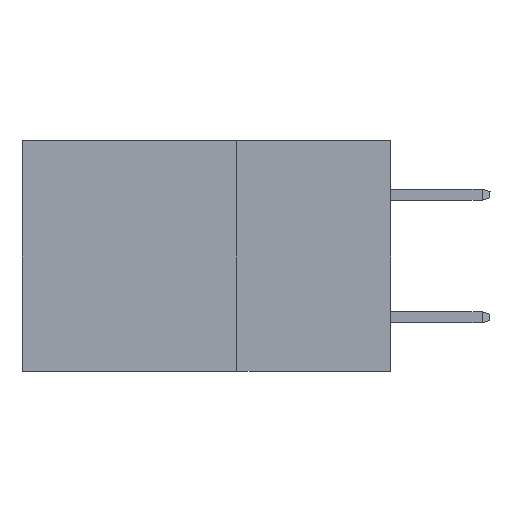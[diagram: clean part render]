
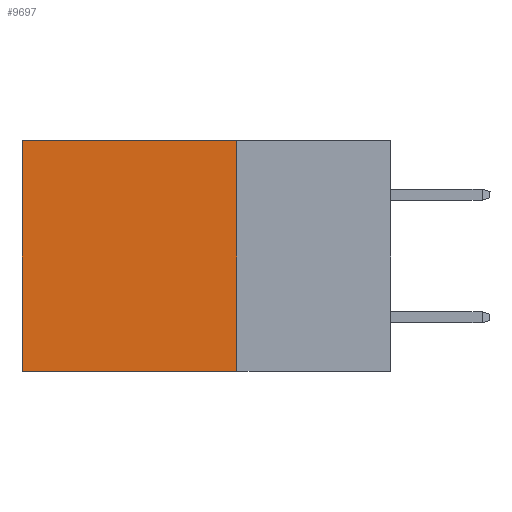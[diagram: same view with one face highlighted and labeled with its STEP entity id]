
A CAD part, left-side view. The second image highlights one B-rep face of the part: STEP entity #9697.
In plain terms, the highlighted planar face has unit normal (-1, 0, 0).
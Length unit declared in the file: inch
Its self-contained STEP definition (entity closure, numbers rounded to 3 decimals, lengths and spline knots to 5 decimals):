
#30 = CARTESIAN_POINT ( 'NONE',  ( 0.2875, 0.25, -0.375 ) ) ;
#84 = EDGE_LOOP ( 'NONE', ( #8124, #2854, #5835, #559 ) ) ;
#146 = DIRECTION ( 'NONE',  ( 1., 0., 0. ) ) ;
#213 = CARTESIAN_POINT ( 'NONE',  ( 0.2875, 0.25, -0.375 ) ) ;
#530 = CARTESIAN_POINT ( 'NONE',  ( 0.2875, 0.25, 0. ) ) ;
#559 = ORIENTED_EDGE ( 'NONE', *, *, #11298, .T. ) ;
#676 = VECTOR ( 'NONE', #13143, 39.37008 ) ;
#1118 = VERTEX_POINT ( 'NONE', #6992 ) ;
#1492 = EDGE_CURVE ( 'NONE', #8024, #11597, #12583, .T. ) ;
#2854 = ORIENTED_EDGE ( 'NONE', *, *, #11926, .F. ) ;
#3561 = EDGE_CURVE ( 'NONE', #4965, #1118, #6159, .T. ) ;
#3608 = DIRECTION ( 'NONE',  ( 0., 0., -1. ) ) ;
#4584 = CARTESIAN_POINT ( 'NONE',  ( 0.2875, 0.25, -0.375 ) ) ;
#4965 = VERTEX_POINT ( 'NONE', #12641 ) ;
#5835 = ORIENTED_EDGE ( 'NONE', *, *, #1492, .F. ) ;
#6159 = LINE ( 'NONE', #11774, #12377 ) ;
#6992 = CARTESIAN_POINT ( 'NONE',  ( 0.2875, 0.6, -0.375 ) ) ;
#7360 = LINE ( 'NONE', #9723, #14667 ) ;
#8024 = VERTEX_POINT ( 'NONE', #530 ) ;
#8124 = ORIENTED_EDGE ( 'NONE', *, *, #3561, .T. ) ;
#8299 = LINE ( 'NONE', #12924, #676 ) ;
#8470 = AXIS2_PLACEMENT_3D ( 'NONE', #213, #146, #3608 ) ;
#9366 = PLANE ( 'NONE',  #8470 ) ;
#9421 = VECTOR ( 'NONE', #13793, 39.37008 ) ;
#9697 = ADVANCED_FACE ( 'NONE', ( #10505 ), #9366, .F. ) ;
#9723 = CARTESIAN_POINT ( 'NONE',  ( 0.2875, 0.25, -0.375 ) ) ;
#10505 = FACE_OUTER_BOUND ( 'NONE', #84, .T. ) ;
#10655 = DIRECTION ( 'NONE',  ( 0., 0., -1. ) ) ;
#10928 = DIRECTION ( 'NONE',  ( 0., 1., 0. ) ) ;
#11298 = EDGE_CURVE ( 'NONE', #8024, #4965, #8299, .T. ) ;
#11597 = VERTEX_POINT ( 'NONE', #4584 ) ;
#11774 = CARTESIAN_POINT ( 'NONE',  ( 0.2875, 0.6, -0.375 ) ) ;
#11926 = EDGE_CURVE ( 'NONE', #11597, #1118, #7360, .T. ) ;
#12377 = VECTOR ( 'NONE', #10655, 39.37008 ) ;
#12583 = LINE ( 'NONE', #30, #9421 ) ;
#12641 = CARTESIAN_POINT ( 'NONE',  ( 0.2875, 0.6, 0. ) ) ;
#12924 = CARTESIAN_POINT ( 'NONE',  ( 0.2875, 0.25, 0. ) ) ;
#13143 = DIRECTION ( 'NONE',  ( 0., 1., 0. ) ) ;
#13793 = DIRECTION ( 'NONE',  ( 0., 0., -1. ) ) ;
#14667 = VECTOR ( 'NONE', #10928, 39.37008 ) ;
